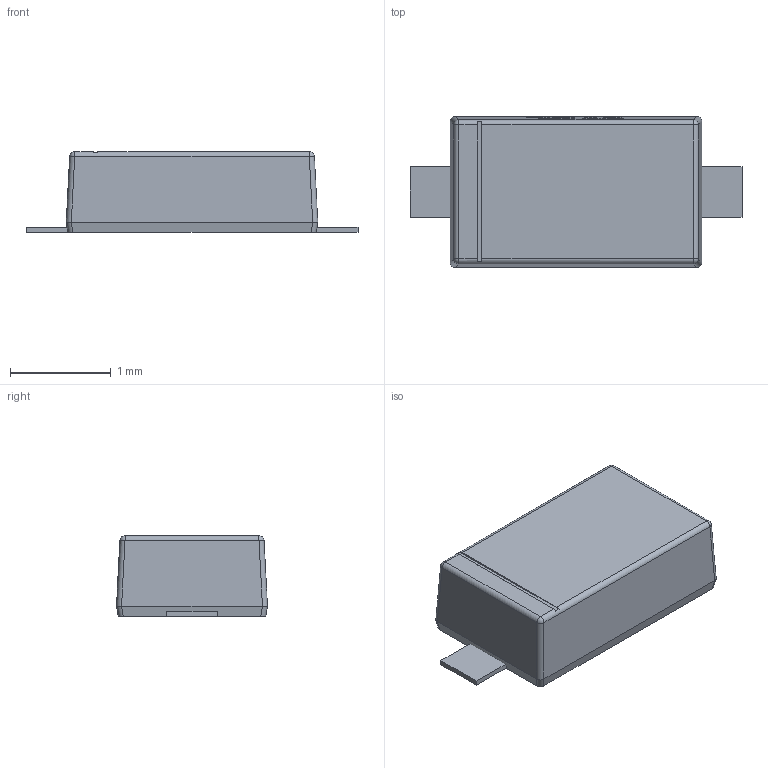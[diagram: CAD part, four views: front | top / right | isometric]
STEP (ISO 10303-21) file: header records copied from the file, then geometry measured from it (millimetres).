
FILE_DESCRIPTION (( 'STEP AP214' ), '1' );
FILE_NAME ('SOD-123_L2.6-W1.6-LS3.5-RD.step', '2022-07-29T07:46:28', ( '' ), ( '' ), 'SwSTEP 2.0', 'SolidWorks 2020', '' );
FILE_SCHEMA (( 'AUTOMOTIVE_DESIGN' ));
Length unit declared in the file: millimetre
Products named in the file (1): SOD-123_L2.6-W1.6-LS3.5-RD
Bounding box: 3.3 x 1.5 x 0.8 mm (x, y, z)
Volume: 2.9 mm3; surface area: 14.2 mm2
Topology: 3 solids, 3 shells, 266 faces, 711 edges, 470 vertices
Faces by surface type: plane 152, bspline 98, cylinder 12, sphere 4
Entity records: 11705 total; most frequent: CARTESIAN_POINT 2802, ORIENTED_EDGE 1422, DIRECTION 849, EDGE_CURVE 711, VECTOR 479, LINE 479, VERTEX_POINT 470, EDGE_LOOP 285
